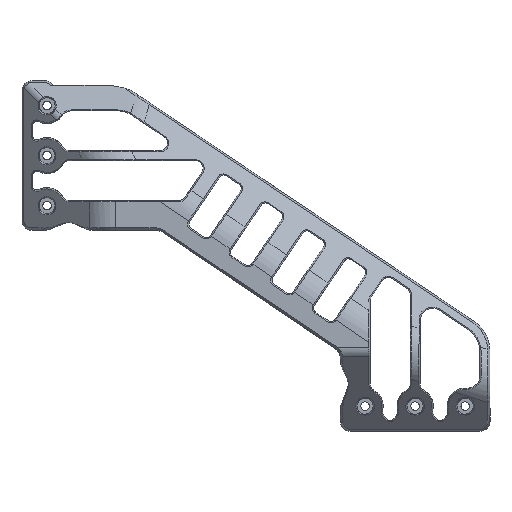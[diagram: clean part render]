
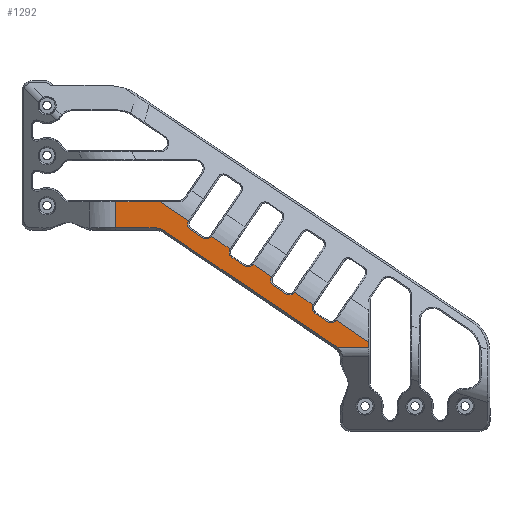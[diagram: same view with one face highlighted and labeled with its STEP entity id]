
A CAD part, left-side view. The second image highlights one B-rep face of the part: STEP entity #1292.
In plain terms, the highlighted planar face has unit normal (-1, 0, 0).
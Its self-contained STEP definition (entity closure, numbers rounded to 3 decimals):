
#116=PLANE('',#6051);
#387=LINE('',#7467,#719);
#390=LINE('',#7504,#722);
#392=LINE('',#7523,#724);
#394=LINE('',#7542,#726);
#586=LINE('',#10336,#918);
#587=LINE('',#10342,#919);
#588=LINE('',#10347,#920);
#589=LINE('',#10352,#921);
#590=LINE('',#10356,#922);
#591=LINE('',#10358,#923);
#592=LINE('',#10360,#924);
#593=LINE('',#10362,#925);
#594=LINE('',#10366,#926);
#595=LINE('',#10370,#927);
#596=LINE('',#10372,#928);
#719=VECTOR('',#6216,1.);
#722=VECTOR('',#6225,1.);
#724=VECTOR('',#6233,1.);
#726=VECTOR('',#6241,1.);
#918=VECTOR('',#6855,1.);
#919=VECTOR('',#6860,1.);
#920=VECTOR('',#6865,1.);
#921=VECTOR('',#6870,1.);
#922=VECTOR('',#6873,1.);
#923=VECTOR('',#6874,1.);
#924=VECTOR('',#6875,1.);
#925=VECTOR('',#6876,1.);
#926=VECTOR('',#6879,1.);
#927=VECTOR('',#6882,1.);
#928=VECTOR('',#6883,1.);
#1132=CIRCLE('',#6041,2.5);
#1133=CIRCLE('',#6042,2.5);
#1134=CIRCLE('',#6043,2.5);
#1135=CIRCLE('',#6044,2.5);
#1136=CIRCLE('',#6045,2.5);
#1137=CIRCLE('',#6046,2.5);
#1138=CIRCLE('',#6047,2.5);
#1139=CIRCLE('',#6048,6.);
#1140=CIRCLE('',#6049,6.);
#1141=CIRCLE('',#6050,2.5);
#1292=ADVANCED_FACE('',(#1719),#116,.T.);
#1719=FACE_OUTER_BOUND('',#2081,.T.);
#2081=EDGE_LOOP('',(#3051,#3052,#3053,#3054,#3055,#3056,#3057,#3058,#3059,
#3060,#3061,#3062,#3063,#3064,#3065,#3066,#3067,#3068,#3069,#3070,#3071,
#3072,#3073,#3074,#3075));
#3051=ORIENTED_EDGE('',*,*,#5062,.T.);
#3052=ORIENTED_EDGE('',*,*,#5063,.T.);
#3053=ORIENTED_EDGE('',*,*,#4591,.T.);
#3054=ORIENTED_EDGE('',*,*,#5064,.T.);
#3055=ORIENTED_EDGE('',*,*,#5065,.T.);
#3056=ORIENTED_EDGE('',*,*,#5066,.T.);
#3057=ORIENTED_EDGE('',*,*,#4597,.T.);
#3058=ORIENTED_EDGE('',*,*,#5067,.T.);
#3059=ORIENTED_EDGE('',*,*,#5068,.T.);
#3060=ORIENTED_EDGE('',*,*,#5069,.T.);
#3061=ORIENTED_EDGE('',*,*,#4603,.T.);
#3062=ORIENTED_EDGE('',*,*,#5070,.T.);
#3063=ORIENTED_EDGE('',*,*,#5071,.T.);
#3064=ORIENTED_EDGE('',*,*,#5072,.T.);
#3065=ORIENTED_EDGE('',*,*,#5073,.T.);
#3066=ORIENTED_EDGE('',*,*,#5074,.T.);
#3067=ORIENTED_EDGE('',*,*,#5075,.T.);
#3068=ORIENTED_EDGE('',*,*,#5076,.T.);
#3069=ORIENTED_EDGE('',*,*,#5077,.T.);
#3070=ORIENTED_EDGE('',*,*,#5078,.F.);
#3071=ORIENTED_EDGE('',*,*,#5079,.T.);
#3072=ORIENTED_EDGE('',*,*,#5080,.T.);
#3073=ORIENTED_EDGE('',*,*,#5081,.T.);
#3074=ORIENTED_EDGE('',*,*,#4583,.T.);
#3075=ORIENTED_EDGE('',*,*,#5082,.T.);
#4052=VERTEX_POINT('',#7466);
#4053=VERTEX_POINT('',#7468);
#4055=VERTEX_POINT('',#7491);
#4060=VERTEX_POINT('',#7503);
#4061=VERTEX_POINT('',#7510);
#4066=VERTEX_POINT('',#7522);
#4067=VERTEX_POINT('',#7529);
#4072=VERTEX_POINT('',#7541);
#4420=VERTEX_POINT('',#10337);
#4421=VERTEX_POINT('',#10338);
#4422=VERTEX_POINT('',#10341);
#4423=VERTEX_POINT('',#10343);
#4424=VERTEX_POINT('',#10346);
#4425=VERTEX_POINT('',#10348);
#4426=VERTEX_POINT('',#10351);
#4427=VERTEX_POINT('',#10353);
#4428=VERTEX_POINT('',#10355);
#4429=VERTEX_POINT('',#10357);
#4430=VERTEX_POINT('',#10359);
#4431=VERTEX_POINT('',#10361);
#4432=VERTEX_POINT('',#10363);
#4433=VERTEX_POINT('',#10365);
#4434=VERTEX_POINT('',#10367);
#4435=VERTEX_POINT('',#10369);
#4436=VERTEX_POINT('',#10371);
#4583=EDGE_CURVE('',#4053,#4052,#387,.T.);
#4591=EDGE_CURVE('',#4055,#4060,#390,.T.);
#4597=EDGE_CURVE('',#4061,#4066,#392,.T.);
#4603=EDGE_CURVE('',#4067,#4072,#394,.T.);
#5062=EDGE_CURVE('',#4420,#4421,#586,.T.);
#5063=EDGE_CURVE('',#4421,#4055,#1132,.T.);
#5064=EDGE_CURVE('',#4060,#4422,#1133,.T.);
#5065=EDGE_CURVE('',#4422,#4423,#587,.T.);
#5066=EDGE_CURVE('',#4423,#4061,#1134,.T.);
#5067=EDGE_CURVE('',#4066,#4424,#1135,.T.);
#5068=EDGE_CURVE('',#4424,#4425,#588,.T.);
#5069=EDGE_CURVE('',#4425,#4067,#1136,.T.);
#5070=EDGE_CURVE('',#4072,#4426,#1137,.T.);
#5071=EDGE_CURVE('',#4426,#4427,#589,.T.);
#5072=EDGE_CURVE('',#4427,#4428,#1138,.T.);
#5073=EDGE_CURVE('',#4428,#4429,#590,.T.);
#5074=EDGE_CURVE('',#4429,#4430,#591,.T.);
#5075=EDGE_CURVE('',#4430,#4431,#592,.T.);
#5076=EDGE_CURVE('',#4431,#4432,#593,.T.);
#5077=EDGE_CURVE('',#4432,#4433,#1139,.T.);
#5078=EDGE_CURVE('',#4434,#4433,#594,.T.);
#5079=EDGE_CURVE('',#4434,#4435,#1140,.T.);
#5080=EDGE_CURVE('',#4435,#4436,#595,.T.);
#5081=EDGE_CURVE('',#4436,#4053,#596,.T.);
#5082=EDGE_CURVE('',#4052,#4420,#1141,.T.);
#6041=AXIS2_PLACEMENT_3D('',#10339,#6856,#6857);
#6042=AXIS2_PLACEMENT_3D('',#10340,#6858,#6859);
#6043=AXIS2_PLACEMENT_3D('',#10344,#6861,#6862);
#6044=AXIS2_PLACEMENT_3D('',#10345,#6863,#6864);
#6045=AXIS2_PLACEMENT_3D('',#10349,#6866,#6867);
#6046=AXIS2_PLACEMENT_3D('',#10350,#6868,#6869);
#6047=AXIS2_PLACEMENT_3D('',#10354,#6871,#6872);
#6048=AXIS2_PLACEMENT_3D('',#10364,#6877,#6878);
#6049=AXIS2_PLACEMENT_3D('',#10368,#6880,#6881);
#6050=AXIS2_PLACEMENT_3D('',#10373,#6884,#6885);
#6051=AXIS2_PLACEMENT_3D('',#10374,#6886,#6887);
#6216=DIRECTION('',(0.,0.829,0.559));
#6225=DIRECTION('',(0.,0.829,0.559));
#6233=DIRECTION('',(0.,0.829,0.559));
#6241=DIRECTION('',(0.,0.829,0.559));
#6855=DIRECTION('',(0.,0.829,0.559));
#6856=DIRECTION('',(1.,0.,0.));
#6857=DIRECTION('',(0.,1.,0.));
#6858=DIRECTION('',(1.,0.,0.));
#6859=DIRECTION('',(0.,1.,0.));
#6860=DIRECTION('',(0.,0.829,0.559));
#6861=DIRECTION('',(1.,0.,0.));
#6862=DIRECTION('',(0.,1.,0.));
#6863=DIRECTION('',(1.,0.,0.));
#6864=DIRECTION('',(0.,1.,0.));
#6865=DIRECTION('',(0.,0.829,0.559));
#6866=DIRECTION('',(1.,0.,0.));
#6867=DIRECTION('',(0.,1.,0.));
#6868=DIRECTION('',(1.,0.,0.));
#6869=DIRECTION('',(0.,1.,0.));
#6870=DIRECTION('',(0.,0.829,0.559));
#6871=DIRECTION('',(1.,0.,0.));
#6872=DIRECTION('',(0.,1.,0.));
#6873=DIRECTION('',(0.,0.829,0.559));
#6874=DIRECTION('',(0.,1.,0.));
#6875=DIRECTION('',(0.,0.,-1.));
#6876=DIRECTION('',(0.,-1.,0.));
#6877=DIRECTION('',(1.,0.,0.));
#6878=DIRECTION('',(0.,1.,0.));
#6879=DIRECTION('',(0.,0.829,0.559));
#6880=DIRECTION('',(1.,0.,0.));
#6881=DIRECTION('',(0.,1.,0.));
#6882=DIRECTION('',(0.,-1.,0.));
#6883=DIRECTION('',(0.,0.,1.));
#6884=DIRECTION('',(1.,0.,0.));
#6885=DIRECTION('',(0.,1.,0.));
#6886=DIRECTION('',(-1.,0.,0.));
#6887=DIRECTION('',(0.,-1.,0.));
#7466=CARTESIAN_POINT('',(-117.,246.538,-13.752));
#7467=CARTESIAN_POINT('',(-117.,280.357,9.023));
#7468=CARTESIAN_POINT('',(-117.,233.4,-22.6));
#7491=CARTESIAN_POINT('',(-117.,255.66,-7.609));
#7503=CARTESIAN_POINT('',(-117.,263.127,-2.58));
#7504=CARTESIAN_POINT('',(-117.,280.357,9.023));
#7510=CARTESIAN_POINT('',(-117.,272.249,3.563));
#7522=CARTESIAN_POINT('',(-117.,279.716,8.591));
#7523=CARTESIAN_POINT('',(-117.,280.357,9.023));
#7529=CARTESIAN_POINT('',(-117.,288.838,14.734));
#7541=CARTESIAN_POINT('',(-117.,296.305,19.763));
#7542=CARTESIAN_POINT('',(-117.,280.357,9.023));
#10336=CARTESIAN_POINT('',(-117.,254.937,-11.01));
#10337=CARTESIAN_POINT('',(-117.,249.961,-14.361));
#10338=CARTESIAN_POINT('',(-117.,254.937,-11.01));
#10339=CARTESIAN_POINT('',(-117.,253.541,-8.936));
#10340=CARTESIAN_POINT('',(-117.,265.153,-1.116));
#10341=CARTESIAN_POINT('',(-117.,266.55,-3.189));
#10342=CARTESIAN_POINT('',(-117.,271.526,0.162));
#10343=CARTESIAN_POINT('',(-117.,271.526,0.162));
#10344=CARTESIAN_POINT('',(-117.,270.13,2.236));
#10345=CARTESIAN_POINT('',(-117.,281.742,10.056));
#10346=CARTESIAN_POINT('',(-117.,283.138,7.983));
#10347=CARTESIAN_POINT('',(-117.,288.115,11.334));
#10348=CARTESIAN_POINT('',(-117.,288.115,11.334));
#10349=CARTESIAN_POINT('',(-117.,286.719,13.408));
#10350=CARTESIAN_POINT('',(-117.,298.331,21.228));
#10351=CARTESIAN_POINT('',(-117.,299.727,19.154));
#10352=CARTESIAN_POINT('',(-117.,304.704,22.506));
#10353=CARTESIAN_POINT('',(-117.,304.704,22.506));
#10354=CARTESIAN_POINT('',(-117.,303.307,24.58));
#10355=CARTESIAN_POINT('',(-117.,305.426,25.906));
#10356=CARTESIAN_POINT('',(-117.,280.357,9.023));
#10357=CARTESIAN_POINT('',(-117.,316.708,33.504));
#10358=CARTESIAN_POINT('',(-117.,317.451,33.504));
#10359=CARTESIAN_POINT('',(-117.,334.503,33.504));
#10360=CARTESIAN_POINT('',(-117.,334.503,11.854));
#10361=CARTESIAN_POINT('',(-117.,334.503,23.104));
#10362=CARTESIAN_POINT('',(-117.,278.45,23.104));
#10363=CARTESIAN_POINT('',(-117.,318.446,23.104));
#10364=CARTESIAN_POINT('',(-117.,318.446,17.104));
#10365=CARTESIAN_POINT('',(-117.,314.167,21.309));
#10366=CARTESIAN_POINT('',(-117.,282.084,-0.297));
#10367=CARTESIAN_POINT('',(-117.,247.512,-23.579));
#10368=CARTESIAN_POINT('',(-117.,249.8,-29.126));
#10369=CARTESIAN_POINT('',(-117.,245.705,-24.741));
#10370=CARTESIAN_POINT('',(-117.,278.45,-24.741));
#10371=CARTESIAN_POINT('',(-117.,233.4,-24.741));
#10372=CARTESIAN_POINT('',(-117.,233.4,-24.741));
#10373=CARTESIAN_POINT('',(-117.,248.564,-12.287));
#10374=CARTESIAN_POINT('',(-117.,278.45,11.854));
